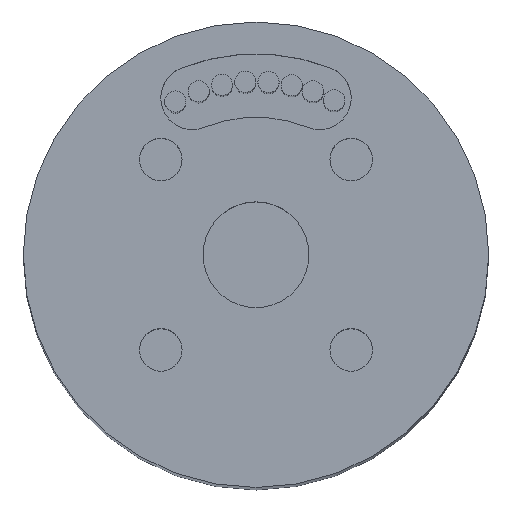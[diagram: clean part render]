
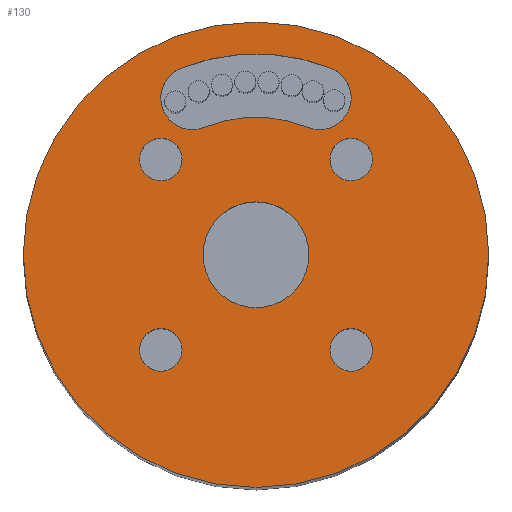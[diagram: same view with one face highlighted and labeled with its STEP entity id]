
A CAD part, top view. The second image highlights one B-rep face of the part: STEP entity #130.
In plain terms, the highlighted planar face has unit normal (0, 0, 1).
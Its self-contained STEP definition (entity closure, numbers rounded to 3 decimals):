
#130 = ADVANCED_FACE( '', ( #296, #297, #298, #299, #300, #301, #302 ), #303, .F. );
#296 = FACE_BOUND( '', #481, .T. );
#297 = FACE_BOUND( '', #482, .T. );
#298 = FACE_BOUND( '', #483, .T. );
#299 = FACE_BOUND( '', #484, .T. );
#300 = FACE_BOUND( '', #485, .T. );
#301 = FACE_BOUND( '', #486, .T. );
#302 = FACE_OUTER_BOUND( '', #487, .T. );
#303 = PLANE( '', #488 );
#481 = EDGE_LOOP( '', ( #732, #733, #734, #735 ) );
#482 = EDGE_LOOP( '', ( #736 ) );
#483 = EDGE_LOOP( '', ( #737 ) );
#484 = EDGE_LOOP( '', ( #738 ) );
#485 = EDGE_LOOP( '', ( #739 ) );
#486 = EDGE_LOOP( '', ( #740 ) );
#487 = EDGE_LOOP( '', ( #741 ) );
#488 = AXIS2_PLACEMENT_3D( '', #742, #743, #744 );
#732 = ORIENTED_EDGE( '', *, *, #844, .T. );
#733 = ORIENTED_EDGE( '', *, *, #908, .T. );
#734 = ORIENTED_EDGE( '', *, *, #863, .T. );
#735 = ORIENTED_EDGE( '', *, *, #904, .T. );
#736 = ORIENTED_EDGE( '', *, *, #906, .T. );
#737 = ORIENTED_EDGE( '', *, *, #909, .T. );
#738 = ORIENTED_EDGE( '', *, *, #876, .T. );
#739 = ORIENTED_EDGE( '', *, *, #910, .T. );
#740 = ORIENTED_EDGE( '', *, *, #873, .T. );
#741 = ORIENTED_EDGE( '', *, *, #897, .F. );
#742 = CARTESIAN_POINT( '', ( 0., 0., 0. ) );
#743 = DIRECTION( '', ( 0., 0., -1. ) );
#744 = DIRECTION( '', ( -1., 0., 0. ) );
#844 = EDGE_CURVE( '', #950, #951, #952, .T. );
#863 = EDGE_CURVE( '', #982, #983, #984, .T. );
#873 = EDGE_CURVE( '', #999, #999, #1000, .T. );
#876 = EDGE_CURVE( '', #1004, #1004, #1005, .T. );
#897 = EDGE_CURVE( '', #1035, #1035, #1036, .T. );
#904 = EDGE_CURVE( '', #983, #950, #1045, .T. );
#906 = EDGE_CURVE( '', #1047, #1047, #1048, .T. );
#908 = EDGE_CURVE( '', #951, #982, #1050, .T. );
#909 = EDGE_CURVE( '', #1051, #1051, #1052, .T. );
#910 = EDGE_CURVE( '', #1053, #1053, #1054, .T. );
#950 = VERTEX_POINT( '', #1096 );
#951 = VERTEX_POINT( '', #1097 );
#952 = CIRCLE( '', #1098, 9.5 );
#982 = VERTEX_POINT( '', #1130 );
#983 = VERTEX_POINT( '', #1131 );
#984 = CIRCLE( '', #1132, 6.5 );
#999 = VERTEX_POINT( '', #1149 );
#1000 = CIRCLE( '', #1150, 1.007 );
#1004 = VERTEX_POINT( '', #1154 );
#1005 = CIRCLE( '', #1155, 1.007 );
#1035 = VERTEX_POINT( '', #1185 );
#1036 = CIRCLE( '', #1186, 11. );
#1045 = CIRCLE( '', #1195, 1.5 );
#1047 = VERTEX_POINT( '', #1197 );
#1048 = CIRCLE( '', #1198, 2.5 );
#1050 = CIRCLE( '', #1200, 1.5 );
#1051 = VERTEX_POINT( '', #1201 );
#1052 = CIRCLE( '', #1202, 1.007 );
#1053 = VERTEX_POINT( '', #1203 );
#1054 = CIRCLE( '', #1204, 1.007 );
#1096 = CARTESIAN_POINT( '', ( -3.563, 8.807, 0. ) );
#1097 = CARTESIAN_POINT( '', ( 3.563, 8.807, 0. ) );
#1098 = AXIS2_PLACEMENT_3D( '', #1248, #1249, #1250 );
#1130 = CARTESIAN_POINT( '', ( 2.438, 6.026, 0. ) );
#1131 = CARTESIAN_POINT( '', ( -2.438, 6.026, 0. ) );
#1132 = AXIS2_PLACEMENT_3D( '', #1283, #1284, #1285 );
#1149 = CARTESIAN_POINT( '', ( 4.5, 3.494, 0. ) );
#1150 = AXIS2_PLACEMENT_3D( '', #1300, #1301, #1302 );
#1154 = CARTESIAN_POINT( '', ( -4.5, -5.507, 0. ) );
#1155 = AXIS2_PLACEMENT_3D( '', #1306, #1307, #1308 );
#1185 = CARTESIAN_POINT( '', ( 11., 0., 0. ) );
#1186 = AXIS2_PLACEMENT_3D( '', #1342, #1343, #1344 );
#1195 = AXIS2_PLACEMENT_3D( '', #1351, #1352, #1353 );
#1197 = CARTESIAN_POINT( '', ( 0., -2.5, 0. ) );
#1198 = AXIS2_PLACEMENT_3D( '', #1354, #1355, #1356 );
#1200 = AXIS2_PLACEMENT_3D( '', #1357, #1358, #1359 );
#1201 = CARTESIAN_POINT( '', ( -4.5, 3.494, 0. ) );
#1202 = AXIS2_PLACEMENT_3D( '', #1360, #1361, #1362 );
#1203 = CARTESIAN_POINT( '', ( 4.5, -5.507, 0. ) );
#1204 = AXIS2_PLACEMENT_3D( '', #1363, #1364, #1365 );
#1248 = CARTESIAN_POINT( '', ( 0., 0., 0. ) );
#1249 = DIRECTION( '', ( 0., 0., -1. ) );
#1250 = DIRECTION( '', ( 0., -1., 0. ) );
#1283 = CARTESIAN_POINT( '', ( 0., 0., 0. ) );
#1284 = DIRECTION( '', ( 0., 0., 1. ) );
#1285 = DIRECTION( '', ( 0., -1., 0. ) );
#1300 = CARTESIAN_POINT( '', ( 4.5, 4.5, 0. ) );
#1301 = DIRECTION( '', ( 0., 0., -1. ) );
#1302 = DIRECTION( '', ( 0., -1., 0. ) );
#1306 = CARTESIAN_POINT( '', ( -4.5, -4.5, 0. ) );
#1307 = DIRECTION( '', ( 0., 0., -1. ) );
#1308 = DIRECTION( '', ( 0., -1., 0. ) );
#1342 = CARTESIAN_POINT( '', ( 0., 0., 0. ) );
#1343 = DIRECTION( '', ( 0., 0., -1. ) );
#1344 = DIRECTION( '', ( 1., 0., 0. ) );
#1351 = CARTESIAN_POINT( '', ( -3., 7.416, 0. ) );
#1352 = DIRECTION( '', ( 0., 0., -1. ) );
#1353 = DIRECTION( '', ( 0., 1., 0. ) );
#1354 = CARTESIAN_POINT( '', ( 0., 0., 0. ) );
#1355 = DIRECTION( '', ( 0., 0., -1. ) );
#1356 = DIRECTION( '', ( 0., -1., 0. ) );
#1357 = CARTESIAN_POINT( '', ( 3., 7.416, 0. ) );
#1358 = DIRECTION( '', ( 0., 0., -1. ) );
#1359 = DIRECTION( '', ( 0., 1., 0. ) );
#1360 = CARTESIAN_POINT( '', ( -4.5, 4.5, 0. ) );
#1361 = DIRECTION( '', ( 0., 0., -1. ) );
#1362 = DIRECTION( '', ( 0., -1., 0. ) );
#1363 = CARTESIAN_POINT( '', ( 4.5, -4.5, 0. ) );
#1364 = DIRECTION( '', ( 0., 0., -1. ) );
#1365 = DIRECTION( '', ( 0., -1., 0. ) );
